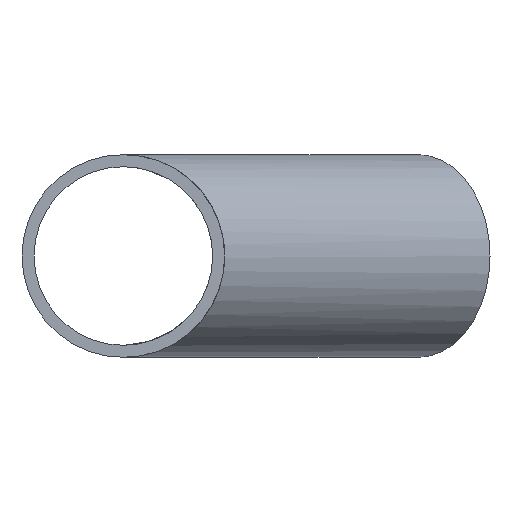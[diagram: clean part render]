
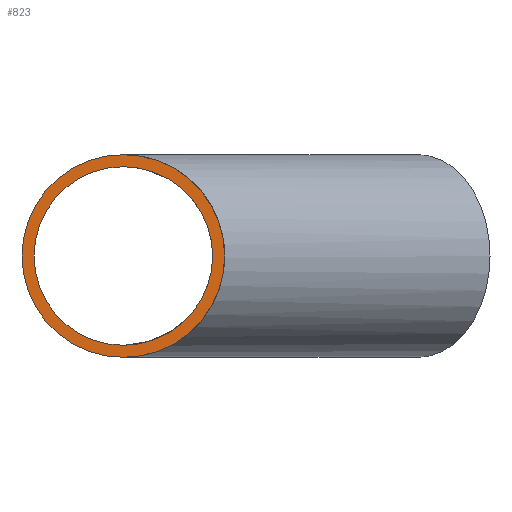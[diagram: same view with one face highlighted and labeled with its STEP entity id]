
A CAD part, front view. The second image highlights one B-rep face of the part: STEP entity #823.
In plain terms, the highlighted planar face has unit normal (0, -1, 0).
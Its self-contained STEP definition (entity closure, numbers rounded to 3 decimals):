
#369=CARTESIAN_POINT('',(-99.1,-228.,0.));
#370=VERTEX_POINT('',#369);
#377=CARTESIAN_POINT('',(0.,-228.,0.));
#378=DIRECTION('',(0.,1.,0.));
#379=DIRECTION('',(1.,0.,0.));
#380=AXIS2_PLACEMENT_3D('',#377,#378,#379);
#381=CIRCLE('',#380,99.1);
#382=EDGE_CURVE('',#370,#370,#381,.T.);
#761=CARTESIAN_POINT('',(-112.5,-228.,0.));
#762=VERTEX_POINT('',#761);
#769=CARTESIAN_POINT('',(112.5,-228.,0.));
#770=VERTEX_POINT('',#769);
#771=CARTESIAN_POINT('',(0.,-228.,0.));
#772=DIRECTION('',(0.,1.,0.));
#773=DIRECTION('',(1.,0.,0.));
#774=AXIS2_PLACEMENT_3D('',#771,#772,#773);
#775=CIRCLE('',#774,112.5);
#776=EDGE_CURVE('',#762,#770,#775,.T.);
#778=EDGE_CURVE('',#770,#762,#775,.T.);
#811=ORIENTED_EDGE('',*,*,#778,.F.);
#812=ORIENTED_EDGE('',*,*,#776,.F.);
#813=EDGE_LOOP('',(#811,#812));
#814=FACE_OUTER_BOUND('',#813,.T.);
#815=ORIENTED_EDGE('',*,*,#382,.T.);
#816=EDGE_LOOP('',(#815));
#817=FACE_BOUND('',#816,.T.);
#818=CARTESIAN_POINT('',(0.,-228.,0.));
#819=DIRECTION('',(0.,1.,0.));
#820=DIRECTION('',(0.,0.,1.));
#821=AXIS2_PLACEMENT_3D('',#818,#819,#820);
#822=PLANE('',#821);
#823=ADVANCED_FACE('',(#814,#817),#822,.F.);
